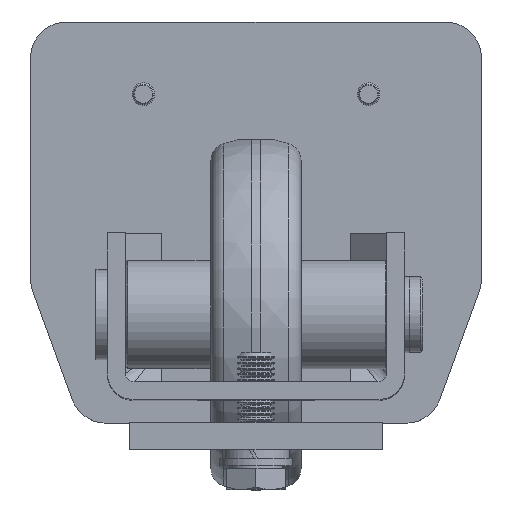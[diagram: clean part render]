
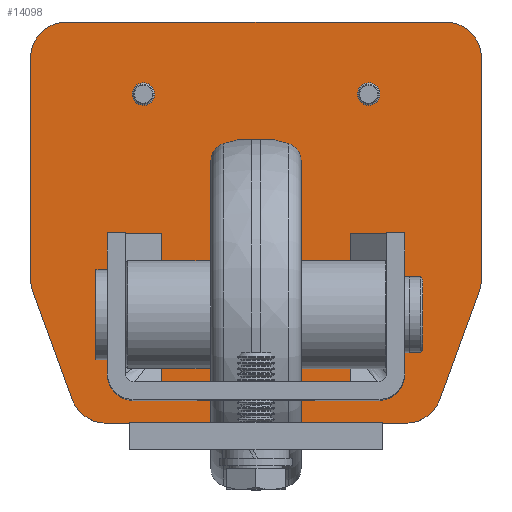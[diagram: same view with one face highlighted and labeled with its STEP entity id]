
A CAD part, top view. The second image highlights one B-rep face of the part: STEP entity #14098.
In plain terms, the highlighted planar face has unit normal (0, 0, 1).
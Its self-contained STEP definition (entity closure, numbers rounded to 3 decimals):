
#314=FACE_BOUND('',#2813,.T.);
#315=FACE_BOUND('',#2814,.T.);
#1075=CIRCLE('',#15119,2.067);
#1076=CIRCLE('',#15121,2.067);
#1077=CIRCLE('',#15123,8.);
#1078=CIRCLE('',#15127,8.);
#1079=CIRCLE('',#15130,8.);
#1080=CIRCLE('',#15133,8.);
#1081=CIRCLE('',#15135,8.);
#1082=CIRCLE('',#15139,8.);
#2012=FACE_OUTER_BOUND('',#2812,.T.);
#2812=EDGE_LOOP('',(#10944,#10945,#10946,#10947,#10948,#10949,#10950,#10951,
#10952,#10953,#10954,#10955));
#2813=EDGE_LOOP('',(#10956));
#2814=EDGE_LOOP('',(#10957));
#4012=LINE('',#22442,#5145);
#4016=LINE('',#22453,#5149);
#4019=LINE('',#22461,#5152);
#4022=LINE('',#22471,#5155);
#4023=LINE('',#22474,#5156);
#4026=LINE('',#22481,#5159);
#5145=VECTOR('',#17432,10.);
#5149=VECTOR('',#17444,10.);
#5152=VECTOR('',#17453,10.);
#5155=VECTOR('',#17466,10.);
#5156=VECTOR('',#17469,10.);
#5159=VECTOR('',#17478,10.);
#6151=VERTEX_POINT('',#22426);
#6152=VERTEX_POINT('',#22430);
#6153=VERTEX_POINT('',#22434);
#6154=VERTEX_POINT('',#22435);
#6155=VERTEX_POINT('',#22440);
#6156=VERTEX_POINT('',#22445);
#6157=VERTEX_POINT('',#22446);
#6158=VERTEX_POINT('',#22451);
#6159=VERTEX_POINT('',#22455);
#6160=VERTEX_POINT('',#22459);
#6161=VERTEX_POINT('',#22463);
#6162=VERTEX_POINT('',#22467);
#6163=VERTEX_POINT('',#22473);
#6164=VERTEX_POINT('',#22477);
#7917=EDGE_CURVE('',#6151,#6151,#1075,.T.);
#7919=EDGE_CURVE('',#6152,#6152,#1076,.T.);
#7920=EDGE_CURVE('',#6153,#6154,#1077,.T.);
#7924=EDGE_CURVE('',#6155,#6153,#4012,.T.);
#7925=EDGE_CURVE('',#6156,#6157,#1078,.T.);
#7929=EDGE_CURVE('',#6158,#6156,#4016,.T.);
#7930=EDGE_CURVE('',#6159,#6155,#1079,.T.);
#7933=EDGE_CURVE('',#6160,#6159,#4019,.T.);
#7934=EDGE_CURVE('',#6161,#6160,#1080,.T.);
#7936=EDGE_CURVE('',#6162,#6158,#1081,.T.);
#7938=EDGE_CURVE('',#6157,#6161,#4022,.T.);
#7939=EDGE_CURVE('',#6154,#6163,#4023,.T.);
#7941=EDGE_CURVE('',#6163,#6164,#1082,.T.);
#7943=EDGE_CURVE('',#6164,#6162,#4026,.T.);
#10944=ORIENTED_EDGE('',*,*,#7920,.F.);
#10945=ORIENTED_EDGE('',*,*,#7924,.F.);
#10946=ORIENTED_EDGE('',*,*,#7930,.F.);
#10947=ORIENTED_EDGE('',*,*,#7933,.F.);
#10948=ORIENTED_EDGE('',*,*,#7934,.F.);
#10949=ORIENTED_EDGE('',*,*,#7938,.F.);
#10950=ORIENTED_EDGE('',*,*,#7925,.F.);
#10951=ORIENTED_EDGE('',*,*,#7929,.F.);
#10952=ORIENTED_EDGE('',*,*,#7936,.F.);
#10953=ORIENTED_EDGE('',*,*,#7943,.F.);
#10954=ORIENTED_EDGE('',*,*,#7941,.F.);
#10955=ORIENTED_EDGE('',*,*,#7939,.F.);
#10956=ORIENTED_EDGE('',*,*,#7917,.T.);
#10957=ORIENTED_EDGE('',*,*,#7919,.T.);
#13645=PLANE('',#15141);
#14098=ADVANCED_FACE('',(#2012,#314,#315),#13645,.T.);
#15119=AXIS2_PLACEMENT_3D('',#22428,#17416,#17417);
#15121=AXIS2_PLACEMENT_3D('',#22432,#17421,#17422);
#15123=AXIS2_PLACEMENT_3D('',#22436,#17425,#17426);
#15127=AXIS2_PLACEMENT_3D('',#22447,#17437,#17438);
#15130=AXIS2_PLACEMENT_3D('',#22456,#17447,#17448);
#15133=AXIS2_PLACEMENT_3D('',#22464,#17456,#17457);
#15135=AXIS2_PLACEMENT_3D('',#22468,#17461,#17462);
#15139=AXIS2_PLACEMENT_3D('',#22478,#17473,#17474);
#15141=AXIS2_PLACEMENT_3D('',#22482,#17479,#17480);
#17416=DIRECTION('center_axis',(0.,0.,-1.));
#17417=DIRECTION('ref_axis',(-1.,0.,0.));
#17421=DIRECTION('center_axis',(0.,0.,-1.));
#17422=DIRECTION('ref_axis',(-1.,0.,0.));
#17425=DIRECTION('center_axis',(0.,0.,-1.));
#17426=DIRECTION('ref_axis',(0.985,-0.174,0.));
#17432=DIRECTION('',(0.,-1.,0.));
#17437=DIRECTION('center_axis',(0.,0.,-1.));
#17438=DIRECTION('ref_axis',(-0.985,-0.174,0.));
#17444=DIRECTION('',(-0.342,0.94,0.));
#17447=DIRECTION('center_axis',(0.,0.,-1.));
#17448=DIRECTION('ref_axis',(0.707,0.707,0.));
#17453=DIRECTION('',(1.,0.,0.));
#17456=DIRECTION('center_axis',(0.,0.,-1.));
#17457=DIRECTION('ref_axis',(-0.707,0.707,0.));
#17461=DIRECTION('center_axis',(0.,0.,-1.));
#17462=DIRECTION('ref_axis',(0.94,0.342,0.));
#17466=DIRECTION('',(0.,1.,0.));
#17469=DIRECTION('',(-0.342,-0.94,0.));
#17473=DIRECTION('center_axis',(0.,0.,-1.));
#17474=DIRECTION('ref_axis',(0.,1.,0.));
#17478=DIRECTION('',(-1.,0.,0.));
#17479=DIRECTION('center_axis',(0.,0.,1.));
#17480=DIRECTION('ref_axis',(1.,0.,0.));
#22426=CARTESIAN_POINT('',(-22.933,-16.,4.));
#22428=CARTESIAN_POINT('Origin',(-25.,-16.,4.));
#22430=CARTESIAN_POINT('',(27.067,-16.,4.));
#22432=CARTESIAN_POINT('Origin',(25.,-16.,4.));
#22434=CARTESIAN_POINT('',(50.,-56.96,4.));
#22435=CARTESIAN_POINT('',(49.518,-59.696,4.));
#22436=CARTESIAN_POINT('Origin',(42.,-56.96,4.));
#22440=CARTESIAN_POINT('',(50.,-8.,4.));
#22442=CARTESIAN_POINT('',(50.,0.,4.));
#22445=CARTESIAN_POINT('',(-49.518,-59.696,4.));
#22446=CARTESIAN_POINT('',(-50.,-56.96,4.));
#22447=CARTESIAN_POINT('Origin',(-42.,-56.96,4.));
#22451=CARTESIAN_POINT('',(-40.768,-83.736,4.));
#22453=CARTESIAN_POINT('',(-40.768,-83.736,4.));
#22455=CARTESIAN_POINT('',(42.,0.,4.));
#22456=CARTESIAN_POINT('Origin',(42.,-8.,4.));
#22459=CARTESIAN_POINT('',(-42.,0.,4.));
#22461=CARTESIAN_POINT('',(-50.,0.,4.));
#22463=CARTESIAN_POINT('',(-50.,-8.,4.));
#22464=CARTESIAN_POINT('Origin',(-42.,-8.,4.));
#22467=CARTESIAN_POINT('',(-33.25,-89.,4.));
#22468=CARTESIAN_POINT('Origin',(-33.25,-81.,4.));
#22471=CARTESIAN_POINT('',(-50.,-58.37,4.));
#22473=CARTESIAN_POINT('',(40.768,-83.736,4.));
#22474=CARTESIAN_POINT('',(50.,-58.37,4.));
#22477=CARTESIAN_POINT('',(33.25,-89.,4.));
#22478=CARTESIAN_POINT('Origin',(33.25,-81.,4.));
#22481=CARTESIAN_POINT('',(33.25,-89.,4.));
#22482=CARTESIAN_POINT('Origin',(0.,-41.661,
4.));
